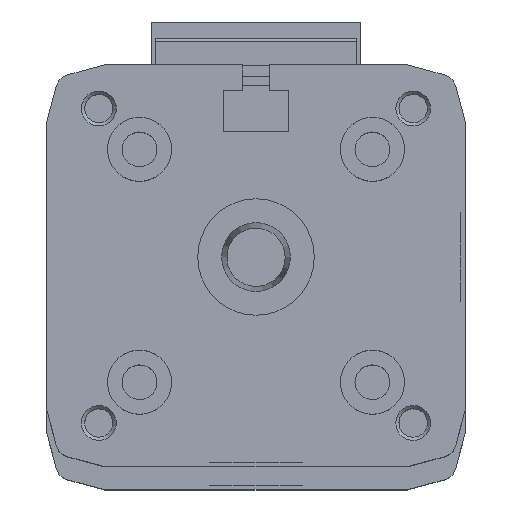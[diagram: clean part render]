
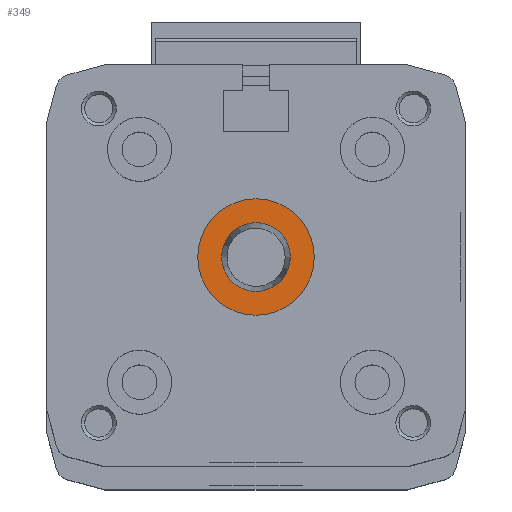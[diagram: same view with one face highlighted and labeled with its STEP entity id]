
A CAD part, top view. The second image highlights one B-rep face of the part: STEP entity #349.
In plain terms, the highlighted planar face has unit normal (0, 0, 1).
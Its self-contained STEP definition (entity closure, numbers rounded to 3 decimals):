
#349 = ADVANCED_FACE( '', ( #861, #862 ), #863, .T. );
#861 = FACE_OUTER_BOUND( '', #1466, .T. );
#862 = FACE_BOUND( '', #1467, .T. );
#863 = PLANE( '', #1468 );
#1466 = EDGE_LOOP( '', ( #2921 ) );
#1467 = EDGE_LOOP( '', ( #2922 ) );
#1468 = AXIS2_PLACEMENT_3D( '', #2923, #2924, #2925 );
#2921 = ORIENTED_EDGE( '', *, *, #3670, .T. );
#2922 = ORIENTED_EDGE( '', *, *, #3669, .F. );
#2923 = CARTESIAN_POINT( '', ( 5.91, 1.5, 1149.2 ) );
#2924 = DIRECTION( '', ( 0., 0., 1. ) );
#2925 = DIRECTION( '', ( 1., 0., 0. ) );
#3669 = EDGE_CURVE( '', #4424, #4424, #4425, .T. );
#3670 = EDGE_CURVE( '', #4426, #4426, #4427, .T. );
#4424 = VERTEX_POINT( '', #5544 );
#4425 = CIRCLE( '', #5545, 5.91 );
#4426 = VERTEX_POINT( '', #5546 );
#4427 = CIRCLE( '', #5547, 10. );
#5544 = CARTESIAN_POINT( '', ( 5.91, 1.5, 1149.2 ) );
#5545 = AXIS2_PLACEMENT_3D( '', #6375, #6376, #6377 );
#5546 = CARTESIAN_POINT( '', ( 10., 1.5, 1149.2 ) );
#5547 = AXIS2_PLACEMENT_3D( '', #6378, #6379, #6380 );
#6375 = CARTESIAN_POINT( '', ( 0., 1.5, 1149.2 ) );
#6376 = DIRECTION( '', ( 0., 0., 1. ) );
#6377 = DIRECTION( '', ( 1., 0., 0. ) );
#6378 = CARTESIAN_POINT( '', ( 0., 1.5, 1149.2 ) );
#6379 = DIRECTION( '', ( 0., 0., 1. ) );
#6380 = DIRECTION( '', ( 1., 0., 0. ) );
